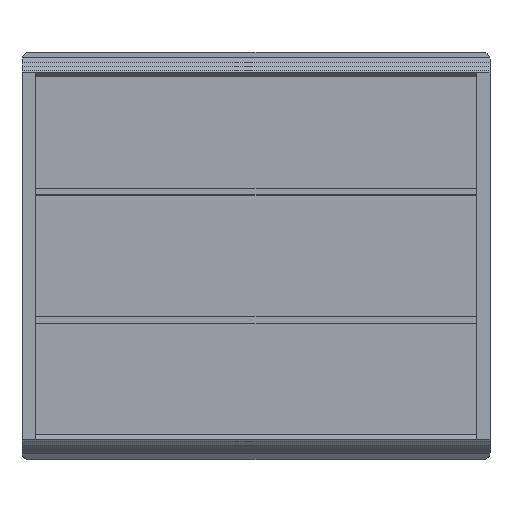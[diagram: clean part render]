
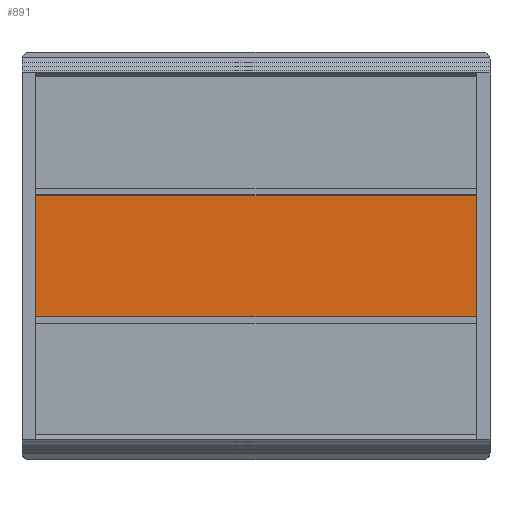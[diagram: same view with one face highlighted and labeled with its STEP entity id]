
A CAD part, top view. The second image highlights one B-rep face of the part: STEP entity #891.
In plain terms, the highlighted planar face has unit normal (0, 0, 1).
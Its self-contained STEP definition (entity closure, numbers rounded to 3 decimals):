
#27 = VECTOR ( 'NONE', #1953, 1000. ) ;
#82 = ORIENTED_EDGE ( 'NONE', *, *, #1773, .F. ) ;
#153 = LINE ( 'NONE', #1516, #722 ) ;
#241 = DIRECTION ( 'NONE',  ( 1., 0., 0. ) ) ;
#245 = CARTESIAN_POINT ( 'NONE',  ( -32.5, 9., 1. ) ) ;
#260 = ORIENTED_EDGE ( 'NONE', *, *, #783, .T. ) ;
#275 = DIRECTION ( 'NONE',  ( 1., 0., 0. ) ) ;
#279 = EDGE_LOOP ( 'NONE', ( #1062, #2113, #260, #82 ) ) ;
#314 = DIRECTION ( 'NONE',  ( 0., -1., 0. ) ) ;
#331 = AXIS2_PLACEMENT_3D ( 'NONE', #1777, #971, #275 ) ;
#418 = LINE ( 'NONE', #664, #1246 ) ;
#436 = EDGE_CURVE ( 'NONE', #1505, #2057, #418, .T. ) ;
#476 = FACE_OUTER_BOUND ( 'NONE', #279, .T. ) ;
#660 = CARTESIAN_POINT ( 'NONE',  ( -32.5, -9., 1. ) ) ;
#664 = CARTESIAN_POINT ( 'NONE',  ( -32.5, -28., 1. ) ) ;
#707 = VERTEX_POINT ( 'NONE', #1257 ) ;
#722 = VECTOR ( 'NONE', #1698, 1000. ) ;
#758 = VERTEX_POINT ( 'NONE', #1941 ) ;
#783 = EDGE_CURVE ( 'NONE', #707, #758, #1884, .T. ) ;
#891 = ADVANCED_FACE ( 'NONE', ( #476 ), #1629, .T. ) ;
#971 = DIRECTION ( 'NONE',  ( 0., 0., 1. ) ) ;
#1062 = ORIENTED_EDGE ( 'NONE', *, *, #436, .T. ) ;
#1119 = VECTOR ( 'NONE', #241, 1000. ) ;
#1246 = VECTOR ( 'NONE', #314, 1000. ) ;
#1257 = CARTESIAN_POINT ( 'NONE',  ( 32.5, -9., 1. ) ) ;
#1505 = VERTEX_POINT ( 'NONE', #1645 ) ;
#1516 = CARTESIAN_POINT ( 'NONE',  ( -32.5, -9., 1. ) ) ;
#1629 = PLANE ( 'NONE',  #331 ) ;
#1645 = CARTESIAN_POINT ( 'NONE',  ( -32.5, 9., 1. ) ) ;
#1698 = DIRECTION ( 'NONE',  ( -1., 0., 0. ) ) ;
#1773 = EDGE_CURVE ( 'NONE', #1505, #758, #2012, .T. ) ;
#1777 = CARTESIAN_POINT ( 'NONE',  ( 0., 0., 1. ) ) ;
#1884 = LINE ( 'NONE', #2138, #27 ) ;
#1941 = CARTESIAN_POINT ( 'NONE',  ( 32.5, 9., 1. ) ) ;
#1953 = DIRECTION ( 'NONE',  ( 0., 1., 0. ) ) ;
#2012 = LINE ( 'NONE', #245, #1119 ) ;
#2057 = VERTEX_POINT ( 'NONE', #660 ) ;
#2093 = EDGE_CURVE ( 'NONE', #707, #2057, #153, .T. ) ;
#2113 = ORIENTED_EDGE ( 'NONE', *, *, #2093, .F. ) ;
#2138 = CARTESIAN_POINT ( 'NONE',  ( 32.5, -28., 1. ) ) ;
